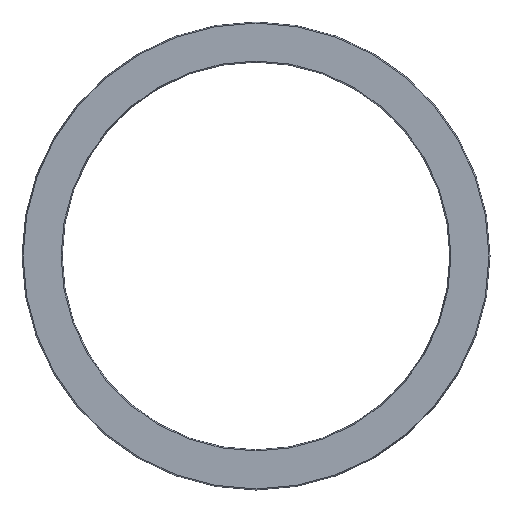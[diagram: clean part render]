
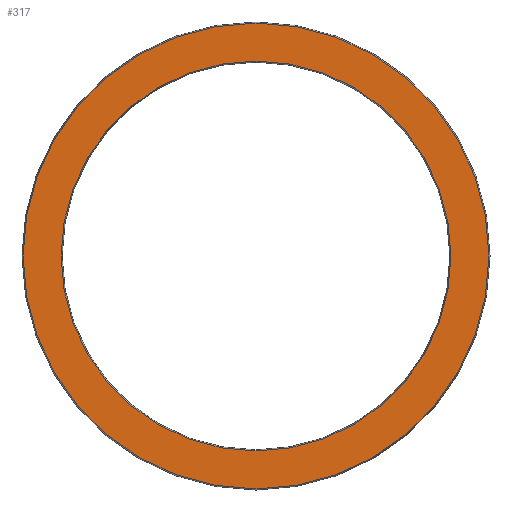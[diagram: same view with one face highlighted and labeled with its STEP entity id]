
A CAD part, front view. The second image highlights one B-rep face of the part: STEP entity #317.
In plain terms, the highlighted planar face has unit normal (0, -1, 0).
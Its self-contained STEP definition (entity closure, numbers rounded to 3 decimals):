
#57=FACE_BOUND('',#92,.T.);
#67=FACE_OUTER_BOUND('',#91,.T.);
#91=EDGE_LOOP('',(#223));
#92=EDGE_LOOP('',(#224));
#125=CIRCLE('',#356,45.786);
#126=CIRCLE('',#357,38.314);
#153=VERTEX_POINT('',#529);
#154=VERTEX_POINT('',#531);
#181=EDGE_CURVE('',#153,#153,#125,.T.);
#182=EDGE_CURVE('',#154,#154,#126,.T.);
#223=ORIENTED_EDGE('',*,*,#181,.T.);
#224=ORIENTED_EDGE('',*,*,#182,.T.);
#307=PLANE('',#355);
#317=ADVANCED_FACE('',(#67,#57),#307,.F.);
#355=AXIS2_PLACEMENT_3D('',#528,#409,#410);
#356=AXIS2_PLACEMENT_3D('',#530,#411,#412);
#357=AXIS2_PLACEMENT_3D('',#532,#413,#414);
#409=DIRECTION('center_axis',(0.,1.,0.));
#410=DIRECTION('ref_axis',(1.,0.,0.));
#411=DIRECTION('center_axis',(0.,-1.,0.));
#412=DIRECTION('ref_axis',(1.,0.,0.));
#413=DIRECTION('center_axis',(0.,1.,0.));
#414=DIRECTION('ref_axis',(-1.,0.,0.));
#528=CARTESIAN_POINT('Origin',(0.,0.,0.));
#529=CARTESIAN_POINT('',(0.,0.,45.786));
#530=CARTESIAN_POINT('Origin',(0.,0.,0.));
#531=CARTESIAN_POINT('',(0.,0.,38.314));
#532=CARTESIAN_POINT('Origin',(0.,0.,0.));
